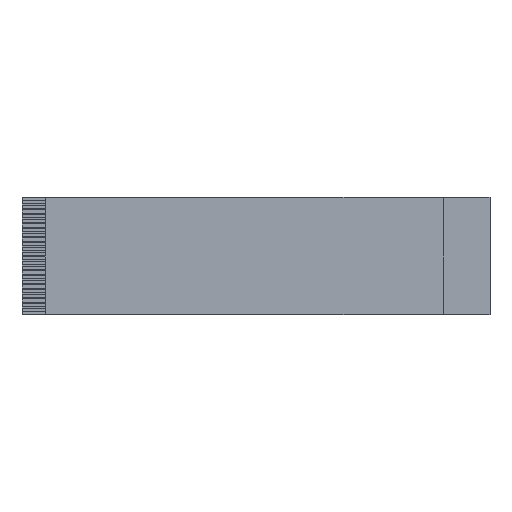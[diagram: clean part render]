
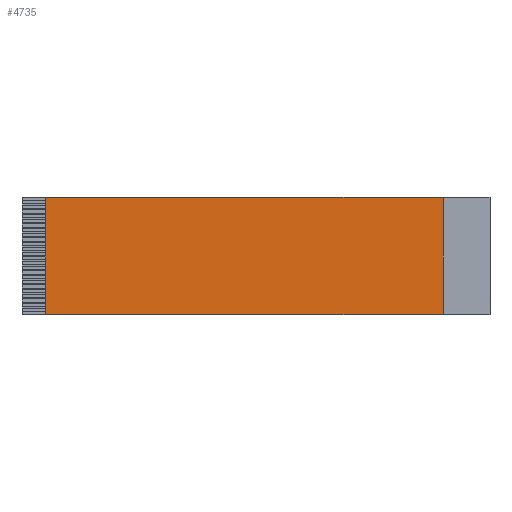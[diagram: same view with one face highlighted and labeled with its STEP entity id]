
A CAD part, top view. The second image highlights one B-rep face of the part: STEP entity #4735.
In plain terms, the highlighted planar face has unit normal (0, 0, 1).
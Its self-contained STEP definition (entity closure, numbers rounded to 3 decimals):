
#353=ORIENTED_EDGE('',*,*,#1373,.F.);
#354=ORIENTED_EDGE('',*,*,#1204,.F.);
#355=ORIENTED_EDGE('',*,*,#1374,.T.);
#356=ORIENTED_EDGE('',*,*,#1194,.T.);
#1194=EDGE_CURVE('',#1718,#1717,#2033,.T.);
#1204=EDGE_CURVE('',#1725,#1609,#2042,.T.);
#1373=EDGE_CURVE('',#1609,#1717,#2211,.T.);
#1374=EDGE_CURVE('',#1725,#1718,#2212,.T.);
#1609=VERTEX_POINT('',#5879);
#1717=VERTEX_POINT('',#6105);
#1718=VERTEX_POINT('',#6107);
#1725=VERTEX_POINT('',#6126);
#2033=LINE('',#6106,#2555);
#2042=LINE('',#6127,#2564);
#2211=LINE('',#6488,#2733);
#2212=LINE('',#6489,#2734);
#2555=VECTOR('',#5137,1000.);
#2564=VECTOR('',#5148,1000.);
#2733=VECTOR('',#5417,1000.);
#2734=VECTOR('',#5418,1000.);
#3021=EDGE_LOOP('',(#353,#354,#355,#356));
#3185=FACE_BOUND('',#3021,.T.);
#3349=PLANE('',#4906);
#4735=ADVANCED_FACE('',(#3185),#3349,.F.);
#4906=AXIS2_PLACEMENT_3D('',#6487,#5415,#5416);
#5137=DIRECTION('',(1.,0.,0.));
#5148=DIRECTION('',(1.,0.,0.));
#5415=DIRECTION('',(0.,0.,-1.));
#5416=DIRECTION('',(-1.,0.,0.));
#5417=DIRECTION('',(0.,-1.,0.));
#5418=DIRECTION('',(0.,-1.,0.));
#5879=CARTESIAN_POINT('',(40.,12.5,0.095));
#6105=CARTESIAN_POINT('',(40.,-12.5,0.095));
#6106=CARTESIAN_POINT('',(-45.,-12.5,0.095));
#6107=CARTESIAN_POINT('',(-45.,-12.5,0.095));
#6126=CARTESIAN_POINT('',(-45.,12.5,0.095));
#6127=CARTESIAN_POINT('',(-45.,12.5,0.095));
#6487=CARTESIAN_POINT('',(-45.,12.5,0.095));
#6488=CARTESIAN_POINT('',(40.,12.5,0.095));
#6489=CARTESIAN_POINT('',(-45.,12.5,0.095));
